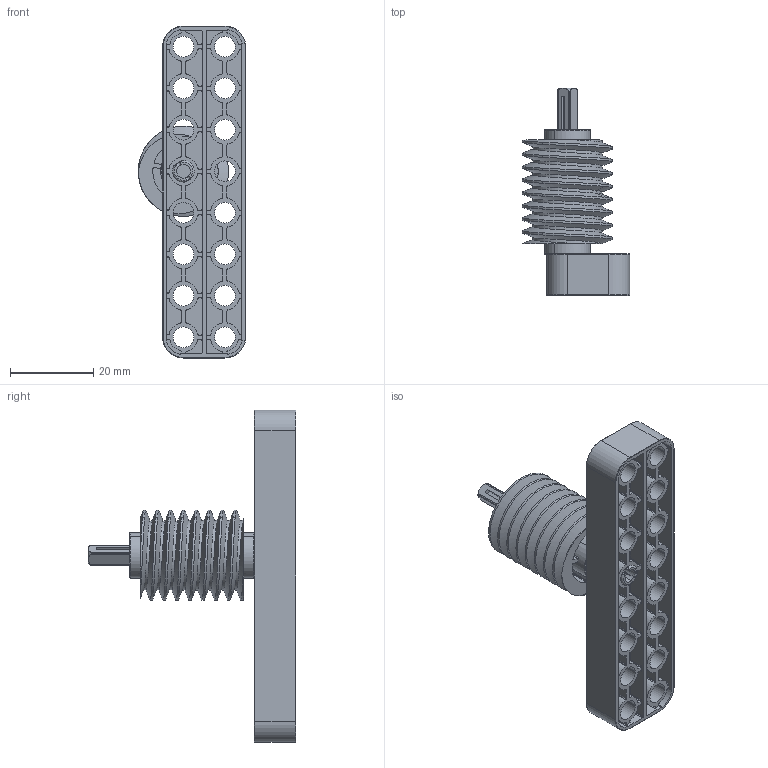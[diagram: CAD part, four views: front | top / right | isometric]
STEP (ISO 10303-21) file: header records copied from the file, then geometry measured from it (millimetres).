
FILE_DESCRIPTION (( 'STEP AP214' ), '1' );
FILE_NAME ('WormGearTest2.STEP', '2019-08-08T08:40:18', ( '' ), ( '' ), 'SwSTEP 2.0', 'SolidWorks 2019', '' );
FILE_SCHEMA (( 'AUTOMOTIVE_DESIGN' ));
Length unit declared in the file: millimetre
Products named in the file (4): S8x2; WormGearTest2; WG30_v2; AXp4p
Assembly tree (3 placements, depth 2):
  WormGearTest2
    S8x2
    WG30_v2
    AXp4p
Bounding box: 25.86 x 50.02 x 80 mm (x, y, z)
Volume: 11904.6 mm3; surface area: 20939.6 mm2
Topology: 3 solids, 3 shells, 1325 faces, 3883 edges, 2580 vertices
Faces by surface type: cylinder 943, plane 356, torus 20, bspline 6
Entity records: 47415 total; most frequent: CARTESIAN_POINT 10287, DIRECTION 8386, ORIENTED_EDGE 7766, EDGE_CURVE 3883, AXIS2_PLACEMENT_3D 3253, VERTEX_POINT 2580, CIRCLE 1928, VECTOR 1880
